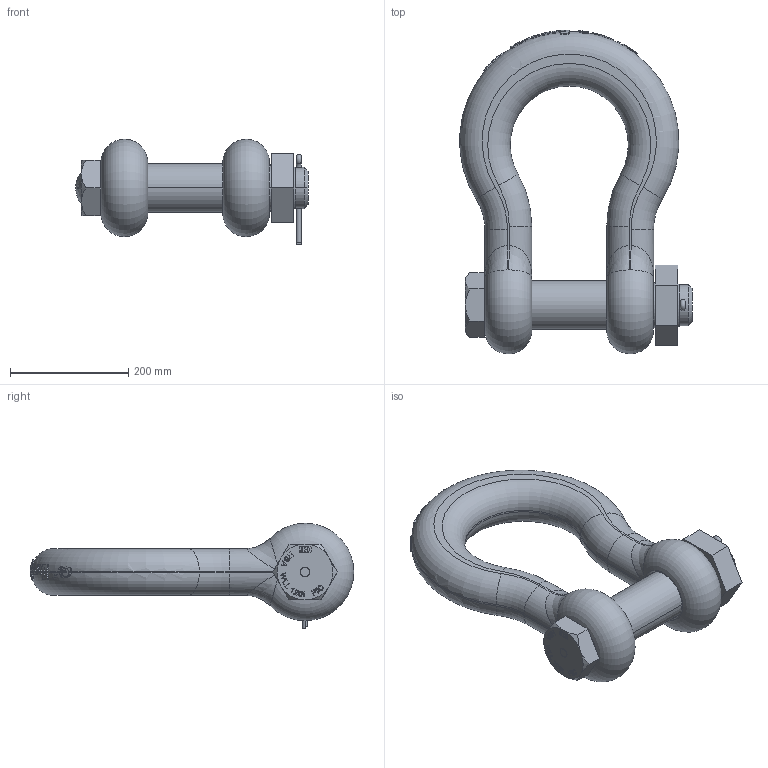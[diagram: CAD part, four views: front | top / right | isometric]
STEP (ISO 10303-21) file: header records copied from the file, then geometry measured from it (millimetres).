
FILE_DESCRIPTION((''),'2;1');
FILE_NAME('CROSBY_G-2140_120_1021192','2015-06-09T',('alan doughty'),('The Crosby Group LLC'),'CREO PARAMETRIC BY PTC INC, 2014500','CREO PARAMETRIC BY PTC INC, 2014500','');
FILE_SCHEMA(('CONFIG_CONTROL_DESIGN'));
Length unit declared in the file: inch
Products named in the file (1): CROSBY_G-2140_120_1021192
Bounding box: 393.57 x 548.38 x 178.68 mm (x, y, z)
Volume: 9026457.2 mm3; surface area: 516658 mm2
Topology: 3 solids, 3 shells, 837 faces, 2171 edges, 1361 vertices
Faces by surface type: bspline 292, plane 204, extrusion 135, cylinder 85, torus 75, cone 46
Entity records: 46034 total; most frequent: CARTESIAN_POINT 28026, ORIENTED_EDGE 4342, DIRECTION 2565, EDGE_CURVE 2171, VERTEX_POINT 1361, VECTOR 1109, B_SPLINE_CURVE_WITH_KNOTS 1014, LINE 974
